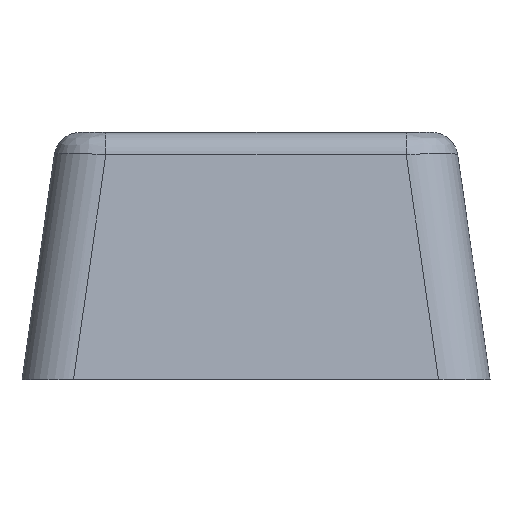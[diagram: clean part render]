
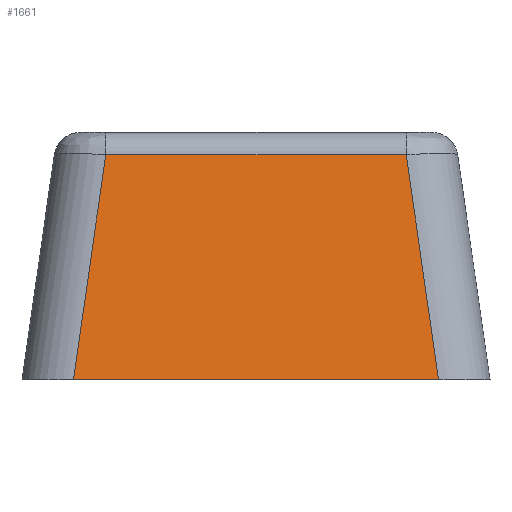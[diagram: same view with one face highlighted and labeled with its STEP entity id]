
A CAD part, left-side view. The second image highlights one B-rep face of the part: STEP entity #1661.
In plain terms, the highlighted planar face has unit normal (-0.99, 0, 0.142).
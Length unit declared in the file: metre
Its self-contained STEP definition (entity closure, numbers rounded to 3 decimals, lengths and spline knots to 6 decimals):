
#81=LINE('',#2362,#239);
#88=LINE('',#2390,#246);
#89=LINE('',#2392,#247);
#90=LINE('',#2394,#248);
#239=VECTOR('',#1929,1.);
#246=VECTOR('',#1952,1.);
#247=VECTOR('',#1953,1.);
#248=VECTOR('',#1954,1.);
#475=ORIENTED_EDGE('',*,*,#965,.T.);
#476=ORIENTED_EDGE('',*,*,#979,.T.);
#477=ORIENTED_EDGE('',*,*,#980,.T.);
#478=ORIENTED_EDGE('',*,*,#981,.T.);
#965=EDGE_CURVE('',#1218,#1217,#81,.T.);
#979=EDGE_CURVE('',#1217,#1231,#88,.T.);
#980=EDGE_CURVE('',#1231,#1232,#89,.F.);
#981=EDGE_CURVE('',#1232,#1218,#90,.F.);
#1217=VERTEX_POINT('',#2361);
#1218=VERTEX_POINT('',#2363);
#1231=VERTEX_POINT('',#2391);
#1232=VERTEX_POINT('',#2393);
#1401=EDGE_LOOP('',(#475,#476,#477,#478));
#1509=FACE_BOUND('',#1401,.T.);
#1612=PLANE('',#1793);
#1661=ADVANCED_FACE('',(#1509),#1612,.T.);
#1793=AXIS2_PLACEMENT_3D('',#2389,#1950,#1951);
#1929=DIRECTION('',(0.,-1.,0.));
#1950=DIRECTION('',(-0.99,0.,0.142));
#1951=DIRECTION('',(0.142,0.,0.99));
#1952=DIRECTION('',(0.141,0.141,0.98));
#1953=DIRECTION('',(0.,-1.,0.));
#1954=DIRECTION('',(0.141,-0.141,0.98));
#2361=CARTESIAN_POINT('',(0.1365,0.00198,0.));
#2362=CARTESIAN_POINT('',(0.1365,0.009,0.));
#2363=CARTESIAN_POINT('',(0.1365,0.01602,0.));
#2389=CARTESIAN_POINT('',(0.1365,0.,0.));
#2390=CARTESIAN_POINT('',(0.136461,0.00194,-0.000273));
#2391=CARTESIAN_POINT('',(0.137743,0.003223,0.008642));
#2392=CARTESIAN_POINT('',(0.137743,0.,0.008642));
#2393=CARTESIAN_POINT('',(0.137743,0.014777,0.008642));
#2394=CARTESIAN_POINT('',(0.136818,0.015702,0.002213));
